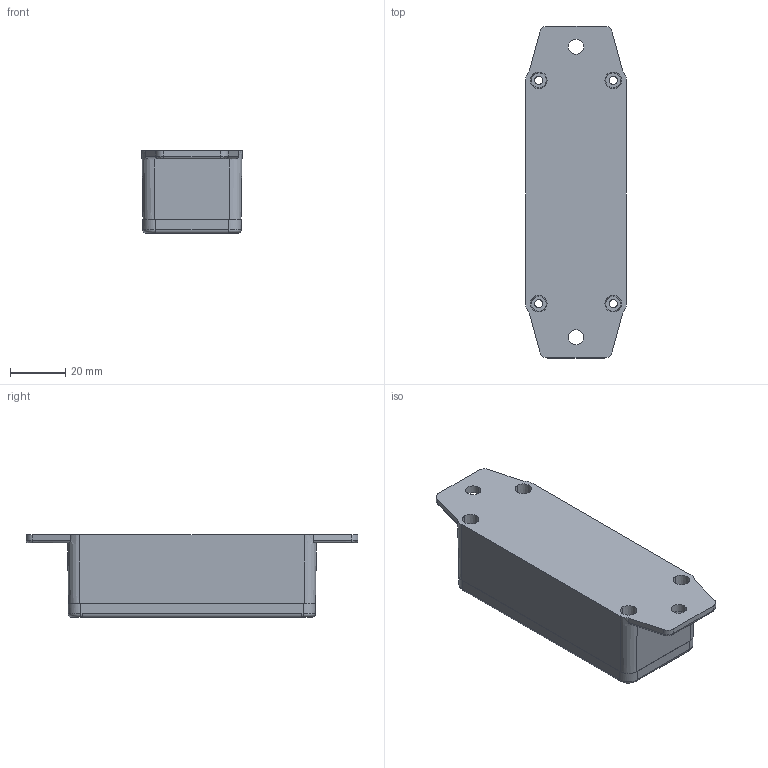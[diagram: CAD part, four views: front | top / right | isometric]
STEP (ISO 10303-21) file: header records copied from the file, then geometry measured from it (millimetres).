
FILE_DESCRIPTION (( 'STEP AP214' ), '1' );
FILE_NAME ('G102MF-IP67.STEP', '2019-04-03T03:02:13', ( '' ), ( '' ), 'SwSTEP 2.0', 'SolidWorks 2014', '' );
FILE_SCHEMA (( 'AUTOMOTIVE_DESIGN' ));
Length unit declared in the file: millimetre
Products named in the file (4): G102-GASKET; G102-COVER; G102-BASE; G102MF-IP67
Assembly tree (3 placements, depth 2):
  G102MF-IP67
    G102-BASE
    G102-COVER
    G102-GASKET
Bounding box: 36.37 x 120.37 x 30 mm (x, y, z)
Volume: 41783.1 mm3; surface area: 32051.4 mm2
Topology: 3 solids, 3 shells, 319 faces, 838 edges, 532 vertices
Faces by surface type: plane 103, cylinder 88, cone 80, bspline 48
Entity records: 14906 total; most frequent: CARTESIAN_POINT 4977, ORIENTED_EDGE 1676, DIRECTION 1598, EDGE_CURVE 838, AXIS2_PLACEMENT_3D 601, VERTEX_POINT 532, VECTOR 396, LINE 396
